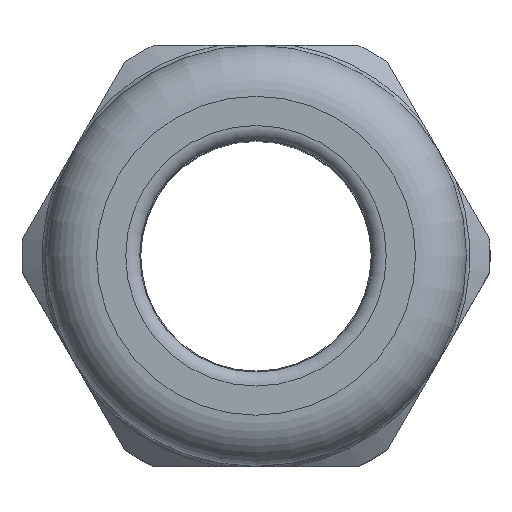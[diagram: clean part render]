
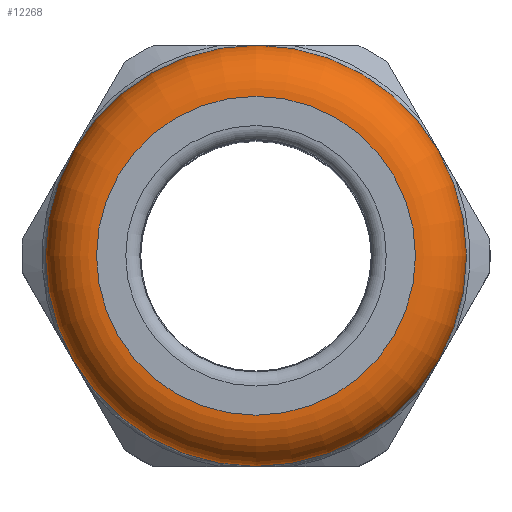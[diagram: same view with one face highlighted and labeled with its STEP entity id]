
A CAD part, top view. The second image highlights one B-rep face of the part: STEP entity #12268.
In plain terms, the highlighted toroidal (fillet/blend) face has major radius 12.45 mm and minor radius 4 mm.
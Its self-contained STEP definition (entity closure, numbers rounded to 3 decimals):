
#12246=TOROIDAL_SURFACE('',#24763,12.45,4.);
#12268=ADVANCED_FACE('',(#13187,#13188),#12246,.T.);
#13187=FACE_BOUND('',#13237,.T.);
#13188=FACE_BOUND('',#13238,.T.);
#13237=EDGE_LOOP('',(#14174));
#13238=EDGE_LOOP('',(#14175));
#14174=ORIENTED_EDGE('',*,*,#21111,.F.);
#14175=ORIENTED_EDGE('',*,*,#21127,.T.);
#19371=VERTEX_POINT('',#30152);
#19387=VERTEX_POINT('',#30241);
#21111=EDGE_CURVE('',#19371,#19371,#23731,.T.);
#21127=EDGE_CURVE('',#19387,#19387,#23741,.T.);
#23731=CIRCLE('',#24749,16.438);
#23741=CIRCLE('',#24762,12.45);
#24749=AXIS2_PLACEMENT_3D('',#30151,#25715,#25716);
#24762=AXIS2_PLACEMENT_3D('',#30240,#25741,#25742);
#24763=AXIS2_PLACEMENT_3D('',#30242,#25743,#25744);
#25715=DIRECTION('',(0.,0.,-1.));
#25716=DIRECTION('',(0.866,-0.5,0.));
#25741=DIRECTION('',(0.,0.,-1.));
#25742=DIRECTION('',(0.866,-0.5,0.));
#25743=DIRECTION('',(0.,0.,-1.));
#25744=DIRECTION('',(-0.866,0.5,0.));
#30151=CARTESIAN_POINT('',(0.,0.,27.815));
#30152=CARTESIAN_POINT('',(14.235,-8.219,27.815));
#30240=CARTESIAN_POINT('',(0.,0.,31.5));
#30241=CARTESIAN_POINT('',(10.782,-6.225,31.5));
#30242=CARTESIAN_POINT('',(0.,0.,27.5));
